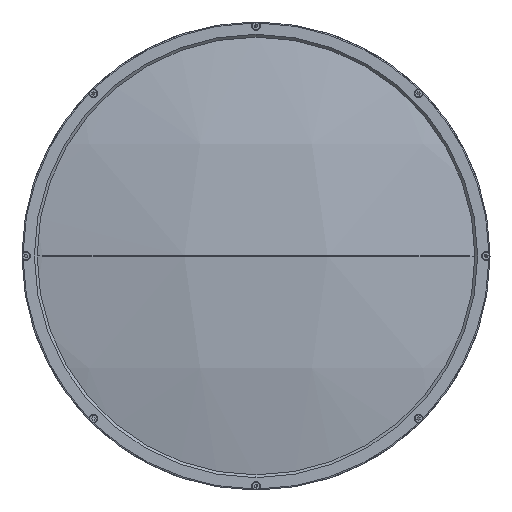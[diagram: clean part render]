
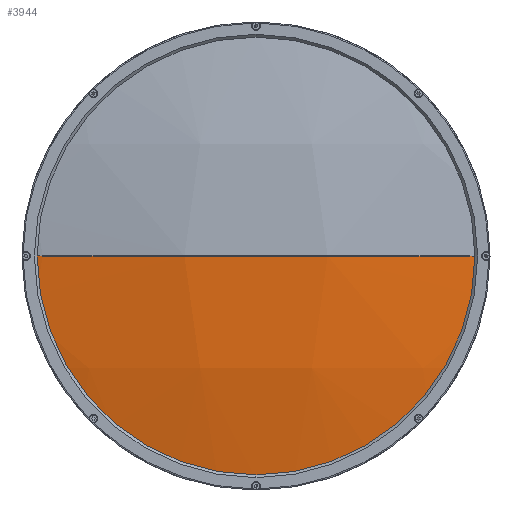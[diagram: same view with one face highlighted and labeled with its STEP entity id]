
A CAD part, left-side view. The second image highlights one B-rep face of the part: STEP entity #3944.
In plain terms, the highlighted spherical face has radius 900 mm.
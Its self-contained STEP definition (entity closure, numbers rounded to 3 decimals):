
#93 = VERTEX_POINT ( 'NONE', #3877 ) ;
#356 = DIRECTION ( 'NONE',  ( 0., -1., 0. ) ) ;
#691 = CARTESIAN_POINT ( 'NONE',  ( 6.668, 0., 0. ) ) ;
#742 = CIRCLE ( 'NONE', #10768, 879.716 ) ;
#782 = VERTEX_POINT ( 'NONE', #3446 ) ;
#817 = EDGE_LOOP ( 'NONE', ( #1945, #3387, #9831, #4494, #857, #4292 ) ) ;
#857 = ORIENTED_EDGE ( 'NONE', *, *, #947, .F. ) ;
#947 = EDGE_CURVE ( 'NONE', #3612, #3266, #3120, .T. ) ;
#1048 = AXIS2_PLACEMENT_3D ( 'NONE', #4436, #4549, #4325 ) ;
#1097 = CIRCLE ( 'NONE', #2751, 900. ) ;
#1151 = EDGE_CURVE ( 'NONE', #3266, #11277, #1097, .T. ) ;
#1631 = DIRECTION ( 'NONE',  ( 0., 1., 0. ) ) ;
#1834 = DIRECTION ( 'NONE',  ( 0., 0., 1. ) ) ;
#1945 = ORIENTED_EDGE ( 'NONE', *, *, #9551, .T. ) ;
#2215 = AXIS2_PLACEMENT_3D ( 'NONE', #8678, #4909, #8450 ) ;
#2375 = CARTESIAN_POINT ( 'NONE',  ( -873.048, -190., 0. ) ) ;
#2594 = DIRECTION ( 'NONE',  ( 0., 0., 1. ) ) ;
#2751 = AXIS2_PLACEMENT_3D ( 'NONE', #691, #8694, #8759 ) ;
#3120 = CIRCLE ( 'NONE', #5903, 879.716 ) ;
#3266 = VERTEX_POINT ( 'NONE', #7722 ) ;
#3387 = ORIENTED_EDGE ( 'NONE', *, *, #8470, .T. ) ;
#3446 = CARTESIAN_POINT ( 'NONE',  ( -871.056, -198.999, 0. ) ) ;
#3612 = VERTEX_POINT ( 'NONE', #4511 ) ;
#3877 = CARTESIAN_POINT ( 'NONE',  ( -871.056, 198.999, 0. ) ) ;
#3896 = DIRECTION ( 'NONE',  ( 0., 0., -1. ) ) ;
#3944 = ADVANCED_FACE ( 'NONE', ( #8825 ), #11287, .T. ) ;
#4168 = CARTESIAN_POINT ( 'NONE',  ( 6.668, -190., 0. ) ) ;
#4292 = ORIENTED_EDGE ( 'NONE', *, *, #4867, .F. ) ;
#4325 = DIRECTION ( 'NONE',  ( 0., 1., 0. ) ) ;
#4436 = CARTESIAN_POINT ( 'NONE',  ( 6.668, 0., 0. ) ) ;
#4494 = ORIENTED_EDGE ( 'NONE', *, *, #1151, .F. ) ;
#4511 = CARTESIAN_POINT ( 'NONE',  ( -873.048, 190., 0. ) ) ;
#4549 = DIRECTION ( 'NONE',  ( 0., 0., -1. ) ) ;
#4552 = DIRECTION ( 'NONE',  ( -1., 0., 0. ) ) ;
#4867 = EDGE_CURVE ( 'NONE', #93, #3612, #9640, .T. ) ;
#4909 = DIRECTION ( 'NONE',  ( 0., 0., 1. ) ) ;
#5061 = DIRECTION ( 'NONE',  ( 0., 0., -1. ) ) ;
#5310 = CIRCLE ( 'NONE', #1048, 900. ) ;
#5478 = EDGE_CURVE ( 'NONE', #11277, #5571, #742, .T. ) ;
#5571 = VERTEX_POINT ( 'NONE', #2375 ) ;
#5903 = AXIS2_PLACEMENT_3D ( 'NONE', #10064, #356, #3896 ) ;
#6078 = DIRECTION ( 'NONE',  ( 0., 1., 0. ) ) ;
#6299 = CARTESIAN_POINT ( 'NONE',  ( -871.056, 0., 0. ) ) ;
#6496 = CARTESIAN_POINT ( 'NONE',  ( -873.048, -190., 0. ) ) ;
#7722 = CARTESIAN_POINT ( 'NONE',  ( -873.048, 190., 0. ) ) ;
#8450 = DIRECTION ( 'NONE',  ( 1., 0., 0. ) ) ;
#8470 = EDGE_CURVE ( 'NONE', #782, #5571, #5310, .T. ) ;
#8678 = CARTESIAN_POINT ( 'NONE',  ( 6.668, 0., 0. ) ) ;
#8694 = DIRECTION ( 'NONE',  ( 0., 0., 1. ) ) ;
#8759 = DIRECTION ( 'NONE',  ( -1., 0., 0. ) ) ;
#8825 = FACE_OUTER_BOUND ( 'NONE', #817, .T. ) ;
#8933 = AXIS2_PLACEMENT_3D ( 'NONE', #9770, #5061, #1631 ) ;
#9551 = EDGE_CURVE ( 'NONE', #93, #782, #10331, .T. ) ;
#9640 = CIRCLE ( 'NONE', #2215, 900. ) ;
#9770 = CARTESIAN_POINT ( 'NONE',  ( 6.668, 0., 0. ) ) ;
#9777 = AXIS2_PLACEMENT_3D ( 'NONE', #6299, #4552, #1834 ) ;
#9831 = ORIENTED_EDGE ( 'NONE', *, *, #5478, .F. ) ;
#10064 = CARTESIAN_POINT ( 'NONE',  ( 6.668, 190., 0. ) ) ;
#10331 = CIRCLE ( 'NONE', #9777, 198.999 ) ;
#10768 = AXIS2_PLACEMENT_3D ( 'NONE', #4168, #6078, #2594 ) ;
#11277 = VERTEX_POINT ( 'NONE', #6496 ) ;
#11287 = SPHERICAL_SURFACE ( 'NONE', #8933, 900. ) ;
